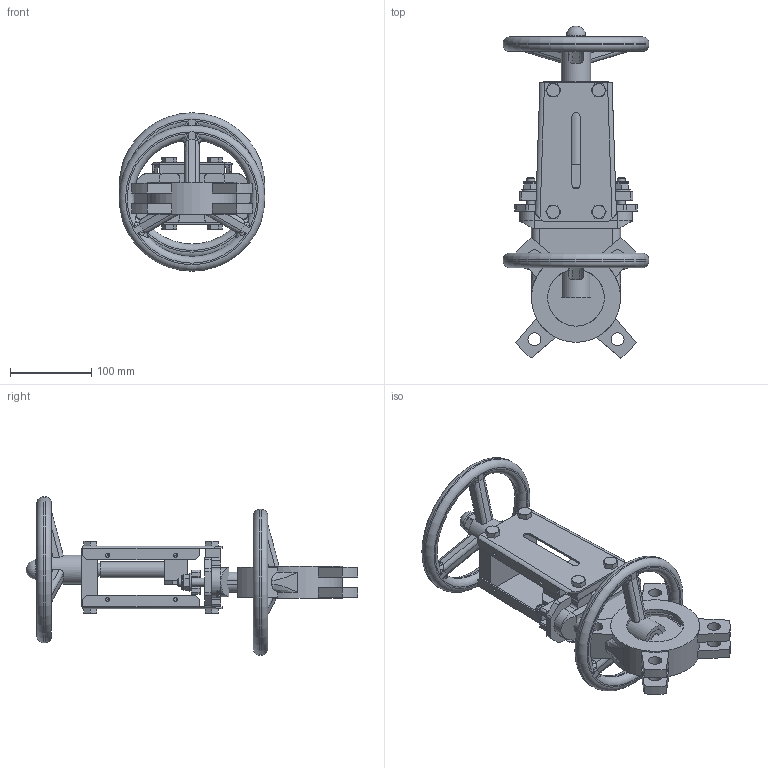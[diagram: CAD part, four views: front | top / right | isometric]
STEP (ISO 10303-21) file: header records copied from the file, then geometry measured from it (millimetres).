
FILE_DESCRIPTION( ( 'Unknown' ), '1' );
FILE_NAME( 'Stoffschieber_DN65.stp', 'Unknown', ( 'Unknown' ), ( 'Unknown' ), 'PSStep 13.0', 'Unknown', ' ' );
FILE_SCHEMA( ( 'AUTOMOTIVE_DESIGN { 1 0 10303 214 1 1 1 1 }' ) );
Length unit declared in the file: millimetre
Products named in the file (9): Assem1; Stoffschieber_DN65;  DN65; Teil1_DN65; Teil2_DN65; Schieberblatt_DN65; Schieberblatt 2_DN65; Handrad DN50_DN65; Sechskant Hutmutter M16
Bounding box: 180 x 409.73 x 195.5 mm (x, y, z)
Volume: 3641690.8 mm3; surface area: 915039.1 mm2
Topology: 19 solids, 31 shells, 1804 faces, 4760 edges, 3098 vertices
Faces by surface type: plane 972, cylinder 376, bspline 219, cone 210, torus 25, sphere 2
Full cylindrical faces by diameter (mm): 5 x24, 10 x12, 13.376 x2, 13.835 x2, 15.5 x3, 16 x27, 17 x6, 17.5 x3, 20 x3, 22 x6, 24 x2, 36 x2, 65 x6, 67 x3, 69 x3, 70 x3, 81 x3, 89 x3, 110 x3, 180 x2
Entity records: 35120 total; most frequent: CARTESIAN_POINT 14988, ORIENTED_EDGE 3226, DIRECTION 2790, EDGE_CURVE 1613, VERTEX_POINT 1079, AXIS2_PLACEMENT_3D 985, LINE 820, VECTOR 820
